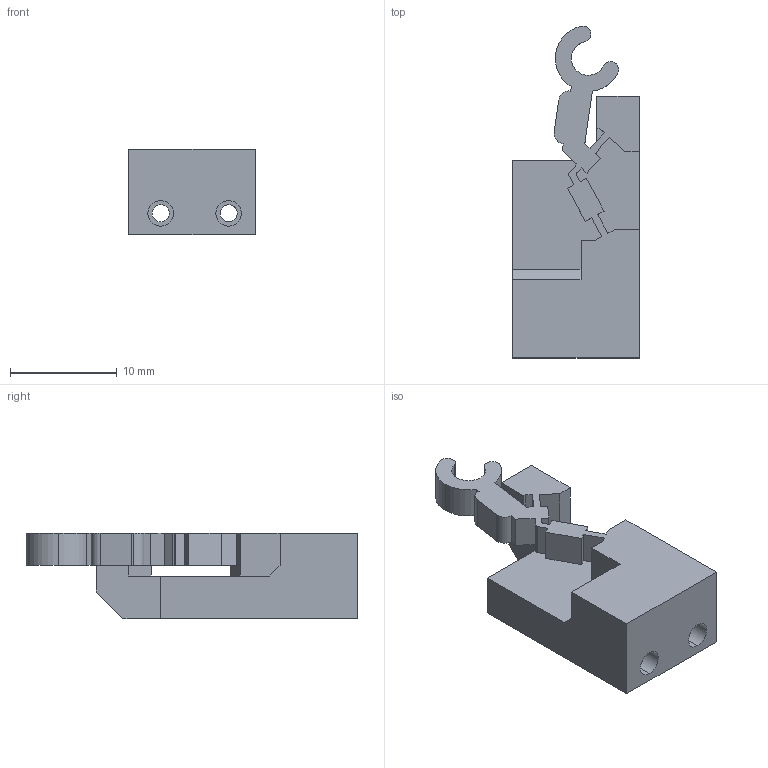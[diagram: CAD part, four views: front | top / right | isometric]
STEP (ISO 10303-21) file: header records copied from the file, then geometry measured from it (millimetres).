
FILE_DESCRIPTION (( 'STEP AP214' ), '1' );
FILE_NAME ('switch-one-hinge-angled-increase-angle-support-test.STEP', '2025-11-12T20:17:54', ( '' ), ( '' ), 'SwSTEP 2.0', 'SolidWorks 2025', '' );
FILE_SCHEMA (( 'AUTOMOTIVE_DESIGN' ));
Length unit declared in the file: millimetre
Products named in the file (1): switch-one-hinge-angled-increase-angle-support-test
Bounding box: 11.87 x 31.07 x 8 mm (x, y, z)
Volume: 1462.3 mm3; surface area: 1563.7 mm2
Topology: 1 solids, 1 shells, 67 faces, 198 edges, 132 vertices
Faces by surface type: plane 45, cylinder 22
Entity records: 2271 total; most frequent: CARTESIAN_POINT 404, ORIENTED_EDGE 396, DIRECTION 376, EDGE_CURVE 198, VECTOR 152, LINE 152, VERTEX_POINT 132, AXIS2_PLACEMENT_3D 112
